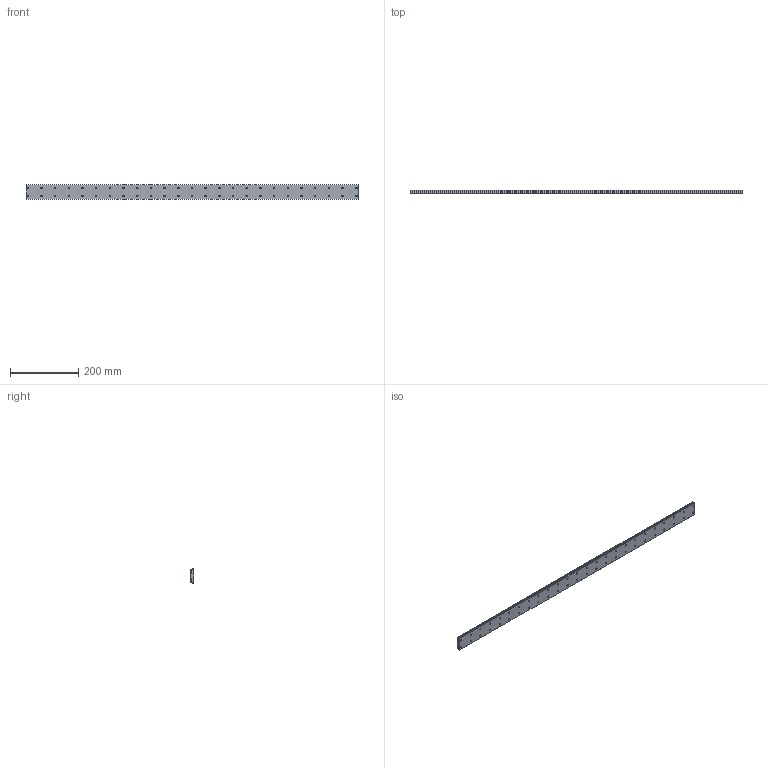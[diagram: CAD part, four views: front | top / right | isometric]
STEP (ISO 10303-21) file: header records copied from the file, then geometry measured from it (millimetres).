
FILE_DESCRIPTION (( 'STEP AP214' ), '1' );
FILE_NAME ('SRS15WSSS-970LM_G5_0_0_0_0_0_1.STEP', '2021-08-10T08:23:57', ( '' ), ( '' ), 'SwSTEP 2.0', 'SolidWorks 2021', '' );
FILE_SCHEMA (( 'AUTOMOTIVE_DESIGN' ));
Length unit declared in the file: millimetre
Products named in the file (2): SRS15WSSS-970LM_G5_0_0_0_0_0_1; _SRS15WS9705 Track
Assembly tree (1 placements, depth 2):
  SRS15WSSS-970LM_G5_0_0_0_0_0_1
    _SRS15WS9705 Track
Bounding box: 970 x 9.5 x 42 mm (x, y, z)
Volume: 356364.7 mm3; surface area: 107516.1 mm2
Topology: 1 solids, 1 shells, 273 faces, 663 edges, 442 vertices
Faces by surface type: cylinder 207, plane 66
Entity records: 8497 total; most frequent: DIRECTION 1631, CARTESIAN_POINT 1382, ORIENTED_EDGE 1326, AXIS2_PLACEMENT_3D 691, EDGE_CURVE 663, VERTEX_POINT 442, EDGE_LOOP 423, CIRCLE 414
